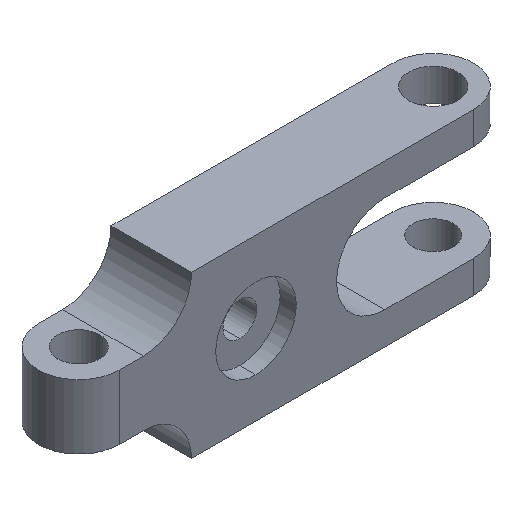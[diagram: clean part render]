
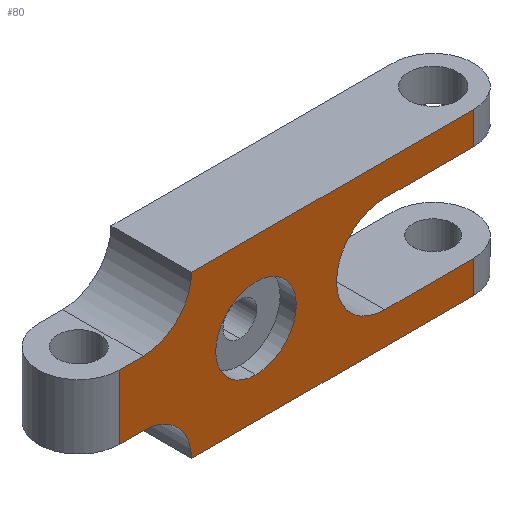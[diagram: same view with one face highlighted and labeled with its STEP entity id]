
A CAD part, isometric view. The second image highlights one B-rep face of the part: STEP entity #80.
In plain terms, the highlighted planar face has unit normal (0, -1, 0).
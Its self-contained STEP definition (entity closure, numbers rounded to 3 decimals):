
#16 = CARTESIAN_POINT ( 'NONE',  ( 15., -5., -5. ) ) ;
#31 = CARTESIAN_POINT ( 'NONE',  ( 1., -5., -4. ) ) ;
#38 = EDGE_CURVE ( 'NONE', #132, #638, #487, .T. ) ;
#59 = CARTESIAN_POINT ( 'NONE',  ( 31., -5., -6. ) ) ;
#60 = VERTEX_POINT ( 'NONE', #315 ) ;
#75 = EDGE_LOOP ( 'NONE', ( #801, #445, #797, #575, #478, #564, #378, #1007, #251, #339, #697, #533 ) ) ;
#76 = DIRECTION ( 'NONE',  ( 0., -1., 0. ) ) ;
#80 = ADVANCED_FACE ( 'NONE', ( #904, #945 ), #803, .T. ) ;
#87 = CARTESIAN_POINT ( 'NONE',  ( 31., -5., 0. ) ) ;
#100 = CARTESIAN_POINT ( 'NONE',  ( -2., -5., -4. ) ) ;
#106 = DIRECTION ( 'NONE',  ( 1., 0., 0. ) ) ;
#121 = DIRECTION ( 'NONE',  ( 0., 0., 1. ) ) ;
#122 = CARTESIAN_POINT ( 'NONE',  ( -7., -5., 4. ) ) ;
#123 = DIRECTION ( 'NONE',  ( 0., 1., 0. ) ) ;
#126 = EDGE_CURVE ( 'NONE', #852, #386, #522, .T. ) ;
#131 = CARTESIAN_POINT ( 'NONE',  ( 7., -5., 10. ) ) ;
#132 = VERTEX_POINT ( 'NONE', #131 ) ;
#136 = LINE ( 'NONE', #948, #563 ) ;
#159 = DIRECTION ( 'NONE',  ( 0., 1., 0. ) ) ;
#178 = AXIS2_PLACEMENT_3D ( 'NONE', #724, #641, #878 ) ;
#181 = EDGE_CURVE ( 'NONE', #526, #60, #429, .T. ) ;
#182 = CARTESIAN_POINT ( 'NONE',  ( 1., -5., 4. ) ) ;
#198 = EDGE_CURVE ( 'NONE', #714, #582, #921, .T. ) ;
#219 = CIRCLE ( 'NONE', #346, 5. ) ;
#222 = VERTEX_POINT ( 'NONE', #371 ) ;
#235 = DIRECTION ( 'NONE',  ( 1., 0., 0. ) ) ;
#240 = DIRECTION ( 'NONE',  ( 0., 0., -1. ) ) ;
#242 = DIRECTION ( 'NONE',  ( 0., 1., 0. ) ) ;
#249 = DIRECTION ( 'NONE',  ( 0., 0., -1. ) ) ;
#251 = ORIENTED_EDGE ( 'NONE', *, *, #443, .T. ) ;
#269 = DIRECTION ( 'NONE',  ( 0., 0., -1. ) ) ;
#270 = VECTOR ( 'NONE', #106, 1000. ) ;
#299 = CARTESIAN_POINT ( 'NONE',  ( 47., -5., -6. ) ) ;
#304 = EDGE_CURVE ( 'NONE', #222, #484, #511, .T. ) ;
#315 = CARTESIAN_POINT ( 'NONE',  ( 42., -5., 6. ) ) ;
#318 = DIRECTION ( 'NONE',  ( 0., 0., -1. ) ) ;
#339 = ORIENTED_EDGE ( 'NONE', *, *, #198, .T. ) ;
#346 = AXIS2_PLACEMENT_3D ( 'NONE', #610, #76, #240 ) ;
#371 = CARTESIAN_POINT ( 'NONE',  ( -2., -5., 4. ) ) ;
#377 = DIRECTION ( 'NONE',  ( 0., 0., -1. ) ) ;
#378 = ORIENTED_EDGE ( 'NONE', *, *, #634, .T. ) ;
#386 = VERTEX_POINT ( 'NONE', #595 ) ;
#391 = VECTOR ( 'NONE', #573, 1000. ) ;
#409 = AXIS2_PLACEMENT_3D ( 'NONE', #693, #242, #318 ) ;
#429 = LINE ( 'NONE', #444, #605 ) ;
#443 = EDGE_CURVE ( 'NONE', #386, #714, #782, .T. ) ;
#444 = CARTESIAN_POINT ( 'NONE',  ( 47., -5., 6. ) ) ;
#445 = ORIENTED_EDGE ( 'NONE', *, *, #715, .T. ) ;
#447 = LINE ( 'NONE', #893, #920 ) ;
#452 = CARTESIAN_POINT ( 'NONE',  ( 47., -5., -10. ) ) ;
#468 = LINE ( 'NONE', #488, #270 ) ;
#472 = CARTESIAN_POINT ( 'NONE',  ( -2., -5., -4. ) ) ;
#478 = ORIENTED_EDGE ( 'NONE', *, *, #818, .F. ) ;
#484 = VERTEX_POINT ( 'NONE', #472 ) ;
#487 = CIRCLE ( 'NONE', #409, 6. ) ;
#488 = CARTESIAN_POINT ( 'NONE',  ( -7., -5., -4. ) ) ;
#511 = LINE ( 'NONE', #100, #391 ) ;
#515 = VECTOR ( 'NONE', #738, 1000. ) ;
#521 = CIRCLE ( 'NONE', #630, 6. ) ;
#522 = CIRCLE ( 'NONE', #759, 6. ) ;
#526 = VERTEX_POINT ( 'NONE', #626 ) ;
#533 = ORIENTED_EDGE ( 'NONE', *, *, #587, .T. ) ;
#552 = ORIENTED_EDGE ( 'NONE', *, *, #728, .F. ) ;
#563 = VECTOR ( 'NONE', #789, 1000. ) ;
#564 = ORIENTED_EDGE ( 'NONE', *, *, #304, .T. ) ;
#573 = DIRECTION ( 'NONE',  ( 0., 0., -1. ) ) ;
#574 = DIRECTION ( 'NONE',  ( 1., 0., 0. ) ) ;
#575 = ORIENTED_EDGE ( 'NONE', *, *, #38, .T. ) ;
#582 = VERTEX_POINT ( 'NONE', #696 ) ;
#587 = EDGE_CURVE ( 'NONE', #988, #526, #521, .T. ) ;
#588 = CARTESIAN_POINT ( 'NONE',  ( 42., -5., -4. ) ) ;
#589 = CARTESIAN_POINT ( 'NONE',  ( 15., -5., 5. ) ) ;
#595 = CARTESIAN_POINT ( 'NONE',  ( 7., -5., -10. ) ) ;
#605 = VECTOR ( 'NONE', #742, 1000. ) ;
#610 = CARTESIAN_POINT ( 'NONE',  ( 15., -5., 0. ) ) ;
#626 = CARTESIAN_POINT ( 'NONE',  ( 31., -5., 6. ) ) ;
#630 = AXIS2_PLACEMENT_3D ( 'NONE', #87, #159, #249 ) ;
#634 = EDGE_CURVE ( 'NONE', #484, #852, #468, .T. ) ;
#638 = VERTEX_POINT ( 'NONE', #182 ) ;
#641 = DIRECTION ( 'NONE',  ( 0., -1., 0. ) ) ;
#643 = CARTESIAN_POINT ( 'NONE',  ( 15., -5., 0. ) ) ;
#661 = DIRECTION ( 'NONE',  ( 1., 0., 0. ) ) ;
#689 = LINE ( 'NONE', #122, #942 ) ;
#692 = VERTEX_POINT ( 'NONE', #16 ) ;
#693 = CARTESIAN_POINT ( 'NONE',  ( 1., -5., 10. ) ) ;
#694 = CARTESIAN_POINT ( 'NONE',  ( 42., -5., 10. ) ) ;
#696 = CARTESIAN_POINT ( 'NONE',  ( 42., -5., -6. ) ) ;
#697 = ORIENTED_EDGE ( 'NONE', *, *, #872, .T. ) ;
#711 = VECTOR ( 'NONE', #121, 1000. ) ;
#714 = VERTEX_POINT ( 'NONE', #721 ) ;
#715 = EDGE_CURVE ( 'NONE', #60, #962, #136, .T. ) ;
#721 = CARTESIAN_POINT ( 'NONE',  ( 42., -5., -10. ) ) ;
#724 = CARTESIAN_POINT ( 'NONE',  ( -7., -5., -4. ) ) ;
#728 = EDGE_CURVE ( 'NONE', #692, #918, #913, .T. ) ;
#738 = DIRECTION ( 'NONE',  ( -1., 0., 0. ) ) ;
#742 = DIRECTION ( 'NONE',  ( 1., 0., 0. ) ) ;
#759 = AXIS2_PLACEMENT_3D ( 'NONE', #825, #123, #377 ) ;
#768 = EDGE_CURVE ( 'NONE', #132, #962, #447, .T. ) ;
#782 = LINE ( 'NONE', #452, #971 ) ;
#789 = DIRECTION ( 'NONE',  ( 0., 0., 1. ) ) ;
#794 = LINE ( 'NONE', #299, #515 ) ;
#797 = ORIENTED_EDGE ( 'NONE', *, *, #768, .F. ) ;
#798 = ORIENTED_EDGE ( 'NONE', *, *, #949, .F. ) ;
#801 = ORIENTED_EDGE ( 'NONE', *, *, #181, .T. ) ;
#803 = PLANE ( 'NONE',  #178 ) ;
#818 = EDGE_CURVE ( 'NONE', #222, #638, #689, .T. ) ;
#825 = CARTESIAN_POINT ( 'NONE',  ( 1., -5., -10. ) ) ;
#837 = AXIS2_PLACEMENT_3D ( 'NONE', #643, #865, #269 ) ;
#852 = VERTEX_POINT ( 'NONE', #31 ) ;
#865 = DIRECTION ( 'NONE',  ( 0., -1., 0. ) ) ;
#872 = EDGE_CURVE ( 'NONE', #582, #988, #794, .T. ) ;
#878 = DIRECTION ( 'NONE',  ( 0., 0., -1. ) ) ;
#893 = CARTESIAN_POINT ( 'NONE',  ( 47., -5., 10. ) ) ;
#904 = FACE_BOUND ( 'NONE', #950, .T. ) ;
#913 = CIRCLE ( 'NONE', #837, 5. ) ;
#918 = VERTEX_POINT ( 'NONE', #589 ) ;
#920 = VECTOR ( 'NONE', #574, 1000. ) ;
#921 = LINE ( 'NONE', #588, #711 ) ;
#942 = VECTOR ( 'NONE', #661, 1000. ) ;
#945 = FACE_OUTER_BOUND ( 'NONE', #75, .T. ) ;
#948 = CARTESIAN_POINT ( 'NONE',  ( 42., -5., -4. ) ) ;
#949 = EDGE_CURVE ( 'NONE', #918, #692, #219, .T. ) ;
#950 = EDGE_LOOP ( 'NONE', ( #552, #798 ) ) ;
#962 = VERTEX_POINT ( 'NONE', #694 ) ;
#971 = VECTOR ( 'NONE', #235, 1000. ) ;
#988 = VERTEX_POINT ( 'NONE', #59 ) ;
#1007 = ORIENTED_EDGE ( 'NONE', *, *, #126, .T. ) ;
